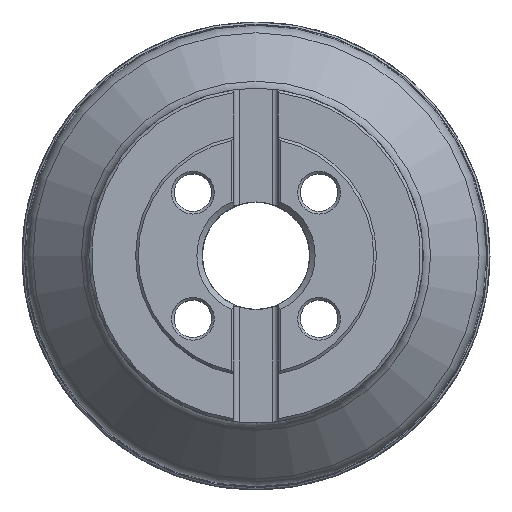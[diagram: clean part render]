
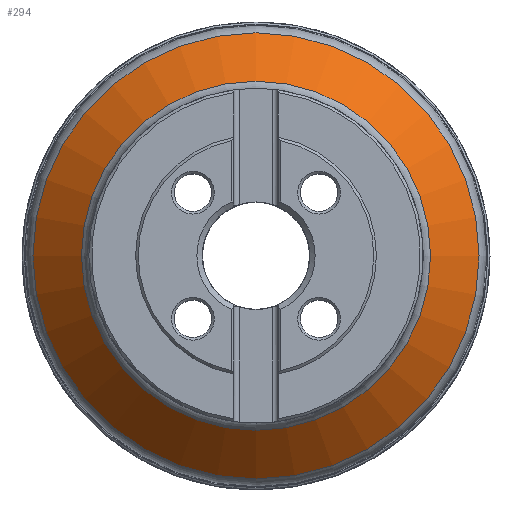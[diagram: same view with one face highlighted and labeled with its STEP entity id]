
A CAD part, top view. The second image highlights one B-rep face of the part: STEP entity #294.
In plain terms, the highlighted conical face has half-angle 43.411 degrees and reference radius 86.108 mm.
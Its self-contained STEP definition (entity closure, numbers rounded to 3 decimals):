
#248=CONICAL_SURFACE('',#1669,86.108,43.411);
#294=ADVANCED_FACE('',(#499,#500),#248,.T.);
#499=FACE_BOUND('',#651,.T.);
#500=FACE_BOUND('',#652,.T.);
#651=EDGE_LOOP('',(#848));
#652=EDGE_LOOP('',(#849));
#848=ORIENTED_EDGE('',*,*,#1371,.T.);
#849=ORIENTED_EDGE('',*,*,#1372,.T.);
#1218=VERTEX_POINT('',#2701);
#1219=VERTEX_POINT('',#2703);
#1371=EDGE_CURVE('',#1218,#1218,#1552,.T.);
#1372=EDGE_CURVE('',#1219,#1219,#1553,.T.);
#1552=CIRCLE('',#1667,83.372);
#1553=CIRCLE('',#1668,65.236);
#1667=AXIS2_PLACEMENT_3D('',#2700,#1915,#1916);
#1668=AXIS2_PLACEMENT_3D('',#2702,#1917,#1918);
#1669=AXIS2_PLACEMENT_3D('',#2704,#1919,#1920);
#1915=DIRECTION('',(0.,0.,1.));
#1916=DIRECTION('',(1.,0.,0.));
#1917=DIRECTION('',(0.,0.,-1.));
#1918=DIRECTION('',(-1.,0.,0.));
#1919=DIRECTION('',(0.,0.,-1.));
#1920=DIRECTION('',(-1.,0.,0.));
#2700=CARTESIAN_POINT('',(0.,0.,-39.063));
#2701=CARTESIAN_POINT('',(83.372,0.,-39.063));
#2702=CARTESIAN_POINT('',(0.,0.,-19.892));
#2703=CARTESIAN_POINT('',(-65.236,0.,-19.892));
#2704=CARTESIAN_POINT('',(0.,0.,-41.955));
